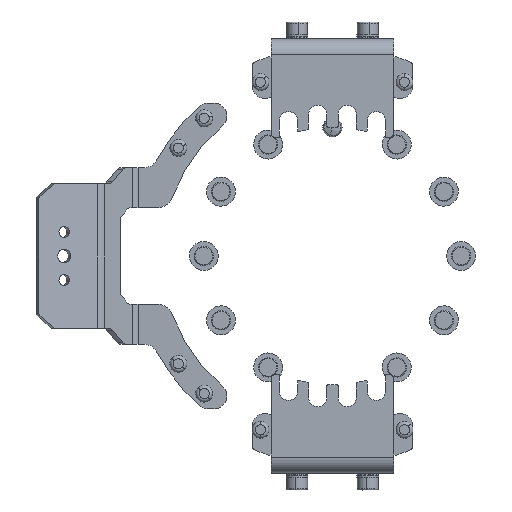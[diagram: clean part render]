
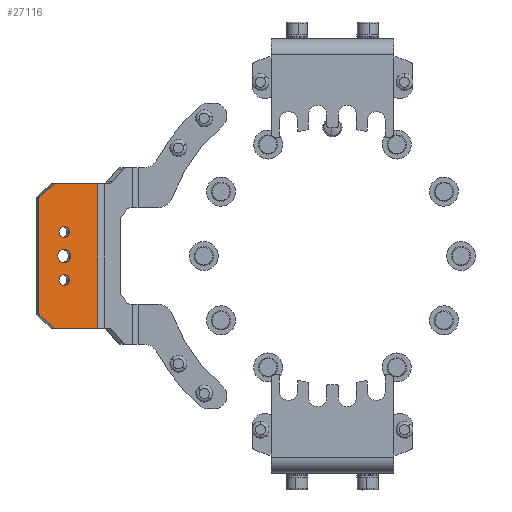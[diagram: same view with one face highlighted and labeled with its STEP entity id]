
A CAD part, left-side view. The second image highlights one B-rep face of the part: STEP entity #27116.
In plain terms, the highlighted planar face has unit normal (-0.951, -0.309, 0).
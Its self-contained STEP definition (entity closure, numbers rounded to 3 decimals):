
#544 = EDGE_CURVE ( 'NONE', #19278, #67096, #51146, .T. ) ;
#852 = CARTESIAN_POINT ( 'NONE',  ( 1756.053, 145.822, 2110. ) ) ;
#1026 = ORIENTED_EDGE ( 'NONE', *, *, #30522, .T. ) ;
#1404 = AXIS2_PLACEMENT_3D ( 'NONE', #8557, #43374, #50182 ) ;
#1430 = DIRECTION ( 'NONE',  ( -0.951, -0.309, 0. ) ) ;
#1480 = EDGE_CURVE ( 'NONE', #58973, #9676, #36577, .T. ) ;
#4126 = CARTESIAN_POINT ( 'NONE',  ( 1749.224, 166.84, 2190. ) ) ;
#4218 = DIRECTION ( 'NONE',  ( 0.951, 0.309, 0. ) ) ;
#5567 = FACE_OUTER_BOUND ( 'NONE', #19520, .T. ) ;
#8557 = CARTESIAN_POINT ( 'NONE',  ( 1749.224, 166.84, 2205. ) ) ;
#8639 = DIRECTION ( 'NONE',  ( 0.309, -0.951, 0. ) ) ;
#9676 = VERTEX_POINT ( 'NONE', #75909 ) ;
#9831 = VERTEX_POINT ( 'NONE', #73605 ) ;
#10606 = ORIENTED_EDGE ( 'NONE', *, *, #22554, .T. ) ;
#10612 = DIRECTION ( 'NONE',  ( 0.951, 0.309, 0. ) ) ;
#10945 = DIRECTION ( 'NONE',  ( 0.309, -0.951, 0. ) ) ;
#11705 = DIRECTION ( 'NONE',  ( 0.309, -0.951, 0. ) ) ;
#11974 = CIRCLE ( 'NONE', #17864, 2. ) ;
#12468 = VERTEX_POINT ( 'NONE', #52421 ) ;
#12980 = EDGE_CURVE ( 'NONE', #31779, #77622, #71632, .T. ) ;
#15095 = EDGE_CURVE ( 'NONE', #49492, #67096, #20937, .T. ) ;
#16677 = CARTESIAN_POINT ( 'NONE',  ( 1749.224, 166.84, 2220. ) ) ;
#16806 = CARTESIAN_POINT ( 'NONE',  ( 1744.744, 180.63, 2169.324 ) ) ;
#17028 = ORIENTED_EDGE ( 'NONE', *, *, #22901, .T. ) ;
#17818 = VECTOR ( 'NONE', #20115, 1000. ) ;
#17864 = AXIS2_PLACEMENT_3D ( 'NONE', #78831, #1430, #49946 ) ;
#19166 = VERTEX_POINT ( 'NONE', #31530 ) ;
#19278 = VERTEX_POINT ( 'NONE', #54281 ) ;
#19520 = EDGE_LOOP ( 'NONE', ( #10606, #1026, #20607, #89610, #27636, #50695, #43363, #67842, #20078, #83526 ) ) ;
#19548 = CARTESIAN_POINT ( 'NONE',  ( 1744.346, 181.853, 2167.792 ) ) ;
#20078 = ORIENTED_EDGE ( 'NONE', *, *, #58800, .T. ) ;
#20115 = DIRECTION ( 'NONE',  ( -0.237, 0.729, -0.643 ) ) ;
#20607 = ORIENTED_EDGE ( 'NONE', *, *, #83010, .T. ) ;
#20937 = CIRCLE ( 'NONE', #39915, 2. ) ;
#21532 = DIRECTION ( 'NONE',  ( 0.237, -0.729, -0.643 ) ) ;
#21565 = AXIS2_PLACEMENT_3D ( 'NONE', #76100, #82551, #76572 ) ;
#21971 = AXIS2_PLACEMENT_3D ( 'NONE', #60383, #46582, #10945 ) ;
#22554 = EDGE_CURVE ( 'NONE', #9676, #19166, #33488, .T. ) ;
#22830 = CARTESIAN_POINT ( 'NONE',  ( 1747.441, 172.33, 2160. ) ) ;
#22901 = EDGE_CURVE ( 'NONE', #55824, #12468, #73266, .T. ) ;
#23218 = EDGE_LOOP ( 'NONE', ( #17028, #49965 ) ) ;
#23563 = AXIS2_PLACEMENT_3D ( 'NONE', #42968, #37026, #36116 ) ;
#23882 = VERTEX_POINT ( 'NONE', #22830 ) ;
#26776 = CARTESIAN_POINT ( 'NONE',  ( 1747.043, 173.552, 2160.468 ) ) ;
#27116 = ADVANCED_FACE ( 'NONE', ( #63315, #34020, #89974, #5567 ), #34918, .F. ) ;
#27636 = ORIENTED_EDGE ( 'NONE', *, *, #544, .F. ) ;
#29251 = VECTOR ( 'NONE', #65725, 1000. ) ;
#30067 = CIRCLE ( 'NONE', #44678, 2. ) ;
#30204 = ORIENTED_EDGE ( 'NONE', *, *, #32006, .T. ) ;
#30522 = EDGE_CURVE ( 'NONE', #19166, #70944, #11974, .T. ) ;
#31530 = CARTESIAN_POINT ( 'NONE',  ( 1747.441, 172.33, 2250. ) ) ;
#31779 = VERTEX_POINT ( 'NONE', #69509 ) ;
#32006 = EDGE_CURVE ( 'NONE', #9831, #35303, #45951, .T. ) ;
#32631 = EDGE_CURVE ( 'NONE', #19278, #87816, #30067, .T. ) ;
#33403 = CARTESIAN_POINT ( 'NONE',  ( 1747.911, 170.882, 2205. ) ) ;
#33488 = LINE ( 'NONE', #89459, #74624 ) ;
#34020 = FACE_BOUND ( 'NONE', #23218, .T. ) ;
#34918 = PLANE ( 'NONE',  #21565 ) ;
#35303 = VERTEX_POINT ( 'NONE', #67500 ) ;
#36116 = DIRECTION ( 'NONE',  ( 0.309, -0.951, 0. ) ) ;
#36577 = LINE ( 'NONE', #852, #50387 ) ;
#37026 = DIRECTION ( 'NONE',  ( 0.951, 0.309, 0. ) ) ;
#37711 = EDGE_CURVE ( 'NONE', #44159, #23882, #41102, .T. ) ;
#37865 = DIRECTION ( 'NONE',  ( 0.309, -0.951, 0. ) ) ;
#39667 = CARTESIAN_POINT ( 'NONE',  ( 1749.224, 166.84, 2190. ) ) ;
#39915 = AXIS2_PLACEMENT_3D ( 'NONE', #77978, #49999, #79345 ) ;
#41102 = CIRCLE ( 'NONE', #82104, 2. ) ;
#42968 = CARTESIAN_POINT ( 'NONE',  ( 1749.224, 166.84, 2220. ) ) ;
#43000 = CARTESIAN_POINT ( 'NONE',  ( 1747.441, 172.33, 2162. ) ) ;
#43363 = ORIENTED_EDGE ( 'NONE', *, *, #47899, .T. ) ;
#43374 = DIRECTION ( 'NONE',  ( 0.951, 0.309, 0. ) ) ;
#44159 = VERTEX_POINT ( 'NONE', #26776 ) ;
#44678 = AXIS2_PLACEMENT_3D ( 'NONE', #16806, #44740, #37865 ) ;
#44740 = DIRECTION ( 'NONE',  ( -0.951, -0.309, 0. ) ) ;
#45951 = CIRCLE ( 'NONE', #51821, 3.4 ) ;
#46582 = DIRECTION ( 'NONE',  ( 0.951, 0.309, 0. ) ) ;
#47899 = EDGE_CURVE ( 'NONE', #87816, #44159, #85187, .T. ) ;
#48467 = LINE ( 'NONE', #82859, #17818 ) ;
#48475 = EDGE_CURVE ( 'NONE', #35303, #9831, #81286, .T. ) ;
#49154 = VECTOR ( 'NONE', #21532, 1000. ) ;
#49492 = VERTEX_POINT ( 'NONE', #70390 ) ;
#49690 = CIRCLE ( 'NONE', #76038, 3.4 ) ;
#49794 = DIRECTION ( 'NONE',  ( 0., 0., 1. ) ) ;
#49946 = DIRECTION ( 'NONE',  ( 0.309, -0.951, 0. ) ) ;
#49965 = ORIENTED_EDGE ( 'NONE', *, *, #67214, .T. ) ;
#49999 = DIRECTION ( 'NONE',  ( -0.951, -0.309, 0. ) ) ;
#50182 = DIRECTION ( 'NONE',  ( 0.309, -0.951, 0. ) ) ;
#50297 = CARTESIAN_POINT ( 'NONE',  ( 1744.126, 182.532, 2168.391 ) ) ;
#50387 = VECTOR ( 'NONE', #55794, 1000. ) ;
#50695 = ORIENTED_EDGE ( 'NONE', *, *, #32631, .T. ) ;
#51146 = LINE ( 'NONE', #79145, #74295 ) ;
#51821 = AXIS2_PLACEMENT_3D ( 'NONE', #39667, #61170, #11705 ) ;
#52238 = DIRECTION ( 'NONE',  ( 0.309, -0.951, 0. ) ) ;
#52421 = CARTESIAN_POINT ( 'NONE',  ( 1748.174, 170.074, 2220. ) ) ;
#54281 = CARTESIAN_POINT ( 'NONE',  ( 1744.126, 182.532, 2169.324 ) ) ;
#54500 = DIRECTION ( 'NONE',  ( -0.309, 0.951, 0. ) ) ;
#54898 = CARTESIAN_POINT ( 'NONE',  ( 1747.043, 173.552, 2249.532 ) ) ;
#55794 = DIRECTION ( 'NONE',  ( 0., 0., 1. ) ) ;
#55824 = VERTEX_POINT ( 'NONE', #82973 ) ;
#58417 = CARTESIAN_POINT ( 'NONE',  ( 1756.795, 143.539, 2160. ) ) ;
#58800 = EDGE_CURVE ( 'NONE', #23882, #58973, #65288, .T. ) ;
#58973 = VERTEX_POINT ( 'NONE', #82922 ) ;
#60383 = CARTESIAN_POINT ( 'NONE',  ( 1749.224, 166.84, 2205. ) ) ;
#61170 = DIRECTION ( 'NONE',  ( 0.951, 0.309, 0. ) ) ;
#62286 = ORIENTED_EDGE ( 'NONE', *, *, #12980, .T. ) ;
#63315 = FACE_BOUND ( 'NONE', #81625, .T. ) ;
#63316 = ORIENTED_EDGE ( 'NONE', *, *, #48475, .T. ) ;
#64536 = DIRECTION ( 'NONE',  ( -0.951, -0.309, 0. ) ) ;
#65075 = ORIENTED_EDGE ( 'NONE', *, *, #67920, .T. ) ;
#65288 = LINE ( 'NONE', #58417, #29251 ) ;
#65725 = DIRECTION ( 'NONE',  ( 0.309, -0.951, 0. ) ) ;
#67096 = VERTEX_POINT ( 'NONE', #89153 ) ;
#67214 = EDGE_CURVE ( 'NONE', #12468, #55824, #49690, .T. ) ;
#67500 = CARTESIAN_POINT ( 'NONE',  ( 1750.275, 163.606, 2190. ) ) ;
#67842 = ORIENTED_EDGE ( 'NONE', *, *, #37711, .T. ) ;
#67920 = EDGE_CURVE ( 'NONE', #77622, #31779, #68739, .T. ) ;
#68739 = CIRCLE ( 'NONE', #21971, 4.25 ) ;
#69509 = CARTESIAN_POINT ( 'NONE',  ( 1750.538, 162.798, 2205. ) ) ;
#70390 = CARTESIAN_POINT ( 'NONE',  ( 1744.346, 181.853, 2242.208 ) ) ;
#70944 = VERTEX_POINT ( 'NONE', #54898 ) ;
#71632 = CIRCLE ( 'NONE', #1404, 4.25 ) ;
#73266 = CIRCLE ( 'NONE', #23563, 3.4 ) ;
#73605 = CARTESIAN_POINT ( 'NONE',  ( 1748.174, 170.074, 2190. ) ) ;
#74295 = VECTOR ( 'NONE', #49794, 1000. ) ;
#74624 = VECTOR ( 'NONE', #54500, 1000. ) ;
#75909 = CARTESIAN_POINT ( 'NONE',  ( 1756.053, 145.822, 2250. ) ) ;
#76038 = AXIS2_PLACEMENT_3D ( 'NONE', #16677, #4218, #87671 ) ;
#76100 = CARTESIAN_POINT ( 'NONE',  ( 1756.795, 143.539, 2110. ) ) ;
#76572 = DIRECTION ( 'NONE',  ( 0.309, -0.951, 0. ) ) ;
#77622 = VERTEX_POINT ( 'NONE', #33403 ) ;
#77978 = CARTESIAN_POINT ( 'NONE',  ( 1744.744, 180.63, 2240.676 ) ) ;
#78831 = CARTESIAN_POINT ( 'NONE',  ( 1747.441, 172.33, 2248. ) ) ;
#79145 = CARTESIAN_POINT ( 'NONE',  ( 1744.126, 182.532, 2110. ) ) ;
#79345 = DIRECTION ( 'NONE',  ( 0.309, -0.951, 0. ) ) ;
#81286 = CIRCLE ( 'NONE', #84257, 3.4 ) ;
#81625 = EDGE_LOOP ( 'NONE', ( #62286, #65075 ) ) ;
#82104 = AXIS2_PLACEMENT_3D ( 'NONE', #43000, #64536, #8639 ) ;
#82551 = DIRECTION ( 'NONE',  ( 0.951, 0.309, 0. ) ) ;
#82859 = CARTESIAN_POINT ( 'NONE',  ( 1744.126, 182.532, 2241.609 ) ) ;
#82922 = CARTESIAN_POINT ( 'NONE',  ( 1756.053, 145.822, 2160. ) ) ;
#82973 = CARTESIAN_POINT ( 'NONE',  ( 1750.275, 163.606, 2220. ) ) ;
#83010 = EDGE_CURVE ( 'NONE', #70944, #49492, #48467, .T. ) ;
#83526 = ORIENTED_EDGE ( 'NONE', *, *, #1480, .T. ) ;
#84257 = AXIS2_PLACEMENT_3D ( 'NONE', #4126, #10612, #52238 ) ;
#85187 = LINE ( 'NONE', #50297, #49154 ) ;
#85651 = EDGE_LOOP ( 'NONE', ( #63316, #30204 ) ) ;
#87671 = DIRECTION ( 'NONE',  ( 0.309, -0.951, 0. ) ) ;
#87816 = VERTEX_POINT ( 'NONE', #19548 ) ;
#89153 = CARTESIAN_POINT ( 'NONE',  ( 1744.126, 182.532, 2240.676 ) ) ;
#89459 = CARTESIAN_POINT ( 'NONE',  ( 1756.795, 143.539, 2250. ) ) ;
#89610 = ORIENTED_EDGE ( 'NONE', *, *, #15095, .T. ) ;
#89974 = FACE_BOUND ( 'NONE', #85651, .T. ) ;
